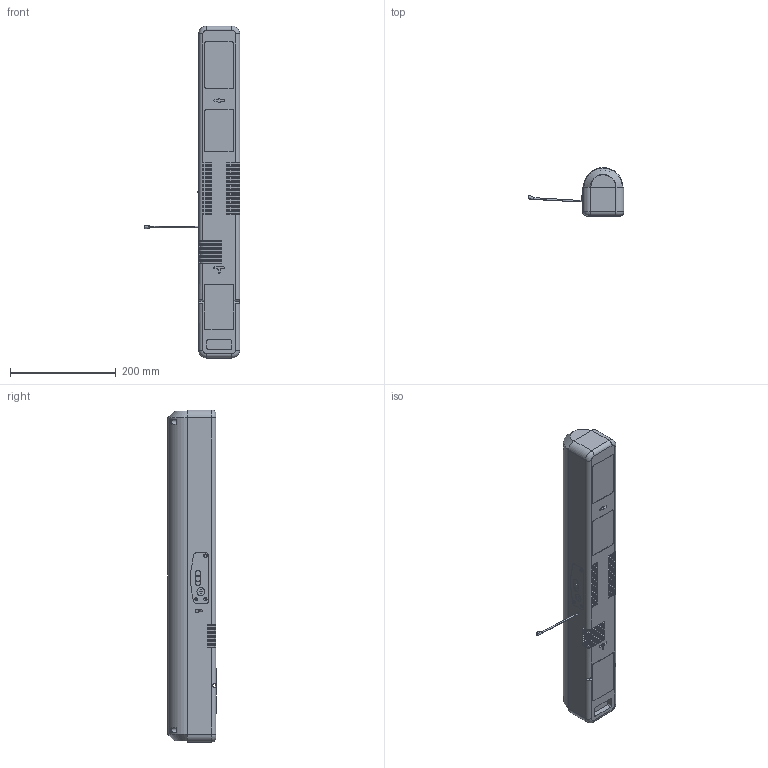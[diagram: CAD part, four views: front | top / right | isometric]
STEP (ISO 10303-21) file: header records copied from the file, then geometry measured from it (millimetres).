
FILE_DESCRIPTION (( 'STEP AP214' ), '1' );
FILE_NAME ('LLBA1-3924A-1-20-K01 Ñâåòèëüíèê ËÁÀ 3924a, àêêóìóëÿòîð, 4 ÷., 1õ20Âò, T8G13 ÈÝÊ.STEP', '2017-09-15T13:42:09', ( '' ), ( '' ), 'SwSTEP 2.0', 'SolidWorks 2014', '' );
FILE_SCHEMA (( 'AUTOMOTIVE_DESIGN' ));
Length unit declared in the file: millimetre
Products named in the file (1): LLBA1-3924A-1-20-K01 Ñâåòèëüíèê ËÁÀ 3924a, àêêóìóëÿòîð, 4 ÷., 1õ20Âò, T8G13 ÈÝÊ
Bounding box: 180.85 x 91.5 x 628 mm (x, y, z)
Volume: 2901085.7 mm3; surface area: 420734.7 mm2
Topology: 2 solids, 2 shells, 697 faces, 1889 edges, 1236 vertices
Faces by surface type: plane 489, cylinder 187, bspline 11, torus 10
Entity records: 23473 total; most frequent: CARTESIAN_POINT 5567, ORIENTED_EDGE 3778, DIRECTION 3646, EDGE_CURVE 1889, VECTOR 1420, LINE 1420, VERTEX_POINT 1236, AXIS2_PLACEMENT_3D 1113
